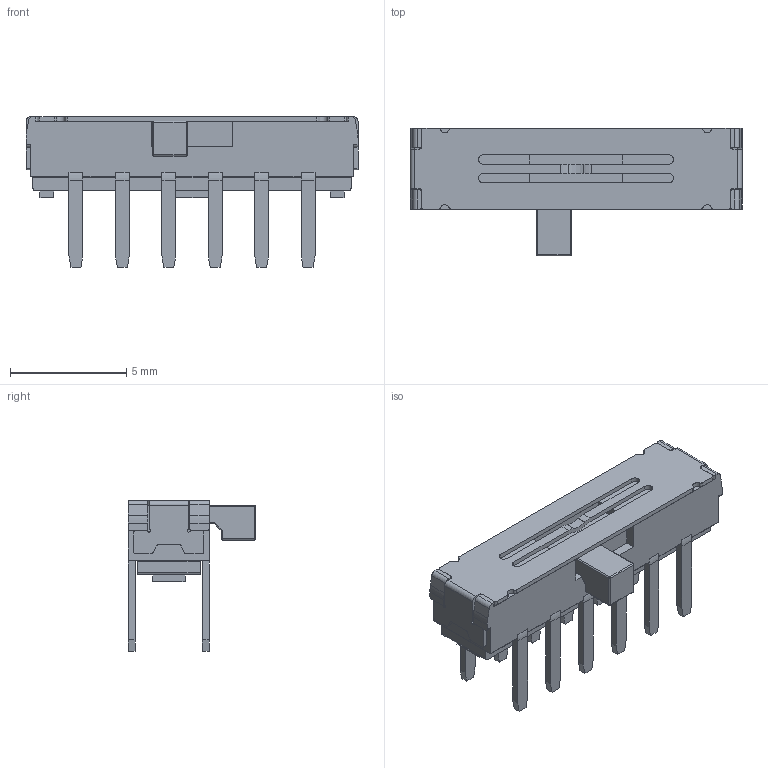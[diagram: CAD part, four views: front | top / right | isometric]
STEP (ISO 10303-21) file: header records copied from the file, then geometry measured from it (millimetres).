
FILE_DESCRIPTION (( 'STEP AP214' ), '1' );
FILE_NAME ('SW-TH_K3-2268D-F1.step', '2022-08-15T08:02:07', ( '' ), ( '' ), 'SwSTEP 2.0', 'SolidWorks 2020', '' );
FILE_SCHEMA (( 'AUTOMOTIVE_DESIGN' ));
Length unit declared in the file: millimetre
Products named in the file (3): 褲极; 翋极; SW-TH_K3-2268D-F1
Assembly tree (2 placements, depth 2):
  SW-TH_K3-2268D-F1
    翋极
    褲极
Bounding box: 14.3 x 5.5 x 6.5 mm (x, y, z)
Volume: 159.6 mm3; surface area: 443 mm2
Topology: 15 solids, 15 shells, 756 faces, 1982 edges, 1290 vertices
Faces by surface type: plane 474, cylinder 178, bspline 98, sphere 6
Entity records: 29597 total; most frequent: CARTESIAN_POINT 5525, ORIENTED_EDGE 3952, DIRECTION 3266, EDGE_CURVE 1976, VECTOR 1484, LINE 1484, VERTEX_POINT 1290, AXIS2_PLACEMENT_3D 891
